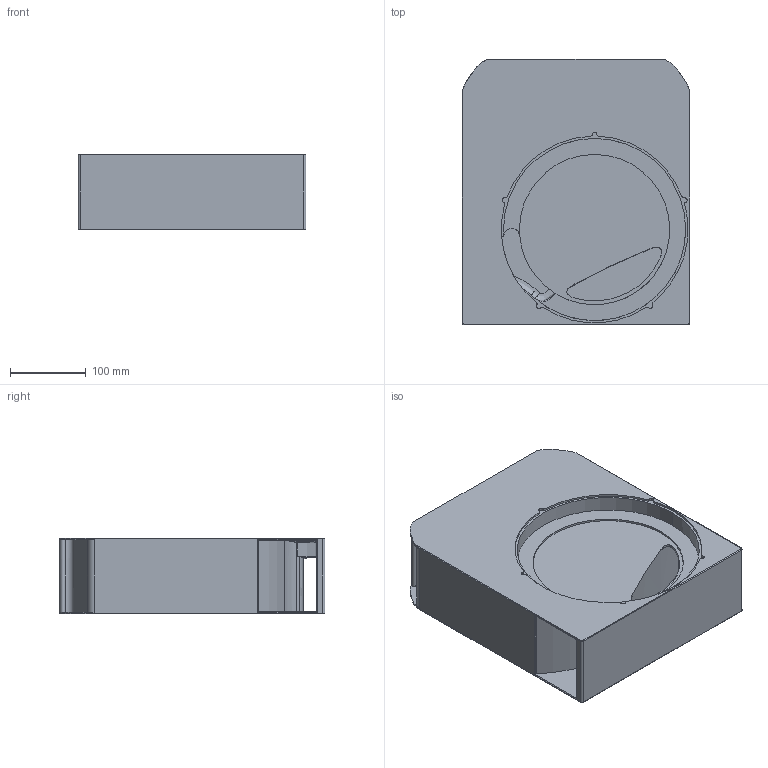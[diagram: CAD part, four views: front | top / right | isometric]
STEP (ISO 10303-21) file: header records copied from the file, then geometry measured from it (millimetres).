
FILE_DESCRIPTION (( 'STEP AP214' ), '1' );
FILE_NAME ('翋累.STEP', '2023-08-10T05:42:35', ( '' ), ( '' ), 'SwSTEP 2.0', 'SolidWorks 2023', '' );
FILE_SCHEMA (( 'AUTOMOTIVE_DESIGN' ));
Length unit declared in the file: millimetre
Products named in the file (1): 主仓
Bounding box: 300 x 350 x 100 mm (x, y, z)
Volume: 885471.3 mm3; surface area: 662988.4 mm2
Topology: 1 solids, 1 shells, 271 faces, 704 edges, 425 vertices
Faces by surface type: cylinder 112, torus 61, bspline 49, plane 45, sphere 4
Entity records: 12132 total; most frequent: CARTESIAN_POINT 5814, ORIENTED_EDGE 1390, DIRECTION 1276, EDGE_CURVE 695, AXIS2_PLACEMENT_3D 527, VERTEX_POINT 425, CIRCLE 304, EDGE_LOOP 276
